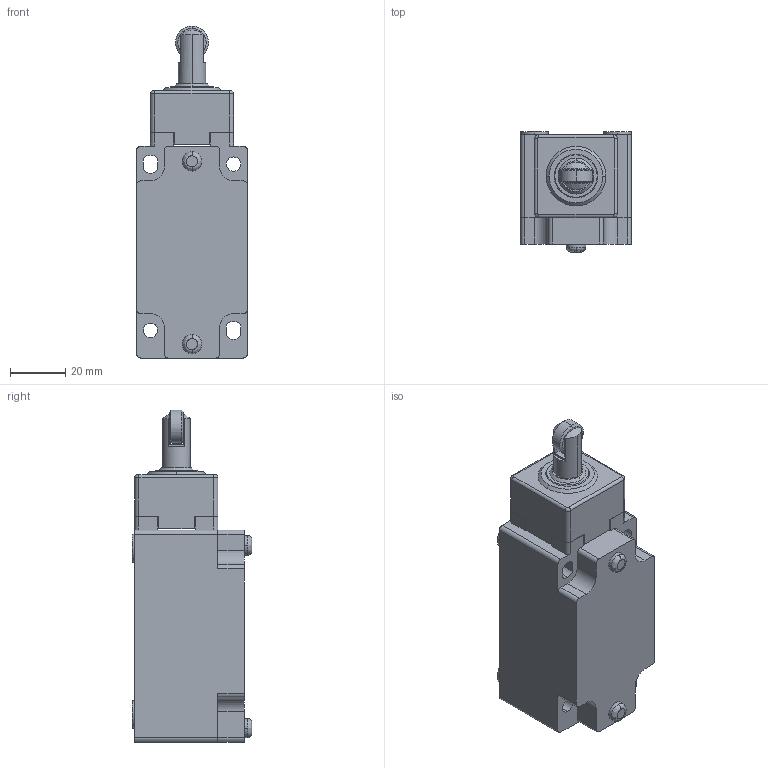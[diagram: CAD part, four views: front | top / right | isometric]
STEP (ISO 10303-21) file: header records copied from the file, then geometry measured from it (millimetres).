
FILE_DESCRIPTION (( 'STEP AP214' ), '1' );
FILE_NAME ('ABM2E13Z11.step', '2017-12-19T21:02:22', ( '' ), ( '' ), 'SwSTEP 2.0', 'SolidWorks 2017', '' );
FILE_SCHEMA (( 'AUTOMOTIVE_DESIGN' ));
Length unit declared in the file: inch
Products named in the file (1): ABM2E13Z11
Bounding box: 40 x 43.3 x 119.9 mm (x, y, z)
Volume: 128544.7 mm3; surface area: 25084.4 mm2
Topology: 4 solids, 4 shells, 167 faces, 440 edges, 288 vertices
Faces by surface type: plane 77, cylinder 68, cone 12, bspline 6, torus 4
Entity records: 6237 total; most frequent: CARTESIAN_POINT 1032, DIRECTION 930, ORIENTED_EDGE 880, EDGE_CURVE 440, AXIS2_PLACEMENT_3D 338, VERTEX_POINT 288, LINE 254, VECTOR 254
